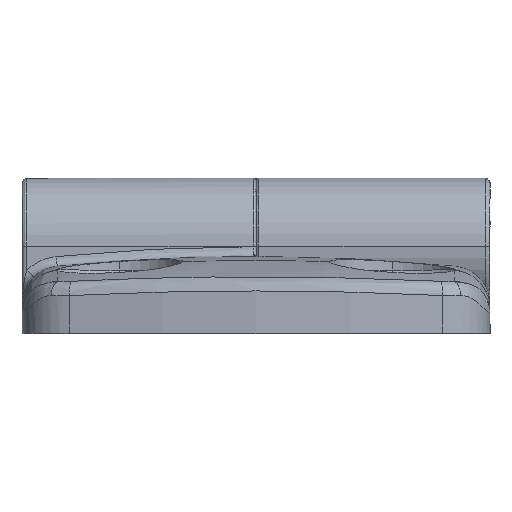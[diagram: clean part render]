
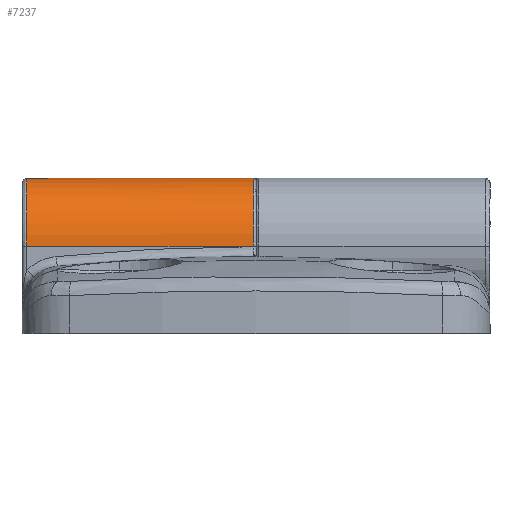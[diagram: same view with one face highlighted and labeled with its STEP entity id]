
A CAD part, top view. The second image highlights one B-rep face of the part: STEP entity #7237.
In plain terms, the highlighted cylindrical face has radius 7 mm (diameter 14 mm), a partial arc.
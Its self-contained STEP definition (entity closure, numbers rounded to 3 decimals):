
#56 = CARTESIAN_POINT ( 'NONE',  ( -23.5, 15.553, 2.402 ) ) ;
#78 = EDGE_CURVE ( 'NONE', #7910, #10386, #9400, .T. ) ;
#93 = CARTESIAN_POINT ( 'NONE',  ( -23.5, 15.87, 1.222 ) ) ;
#125 = CARTESIAN_POINT ( 'NONE',  ( -23.5, 15.318, 2.971 ) ) ;
#238 = CARTESIAN_POINT ( 'NONE',  ( -23.5, 10.172, 6.92 ) ) ;
#379 = CARTESIAN_POINT ( 'NONE',  ( -23.5, 9.561, 7. ) ) ;
#447 = CARTESIAN_POINT ( 'NONE',  ( -23.5, 11.352, 6.603 ) ) ;
#482 = CARTESIAN_POINT ( 'NONE',  ( -23.5, 11.921, 6.368 ) ) ;
#514 = CARTESIAN_POINT ( 'NONE',  ( -23.5, 12.979, 5.757 ) ) ;
#540 = CARTESIAN_POINT ( 'NONE',  ( -23.5, 13.468, 5.382 ) ) ;
#572 = CARTESIAN_POINT ( 'NONE',  ( -23.5, 14.332, 4.518 ) ) ;
#586 = CARTESIAN_POINT ( 'NONE',  ( -23.5, 14.707, 4.029 ) ) ;
#878 = LINE ( 'NONE', #2553, #2796 ) ;
#893 = ORIENTED_EDGE ( 'NONE', *, *, #5682, .F. ) ;
#1029 = DIRECTION ( 'NONE',  ( 1., 0., 0. ) ) ;
#1258 = CARTESIAN_POINT ( 'NONE',  ( -23.5, 15.318, -2.971 ) ) ;
#1280 = DIRECTION ( 'NONE',  ( 1., 0., 0. ) ) ;
#1338 = VERTEX_POINT ( 'NONE', #5814 ) ;
#1589 = AXIS2_PLACEMENT_3D ( 'NONE', #2074, #1280, #6194 ) ;
#2046 = CARTESIAN_POINT ( 'NONE',  ( -23.5, 8.95, -7. ) ) ;
#2074 = CARTESIAN_POINT ( 'NONE',  ( -24., 8.95, 0. ) ) ;
#2096 = CARTESIAN_POINT ( 'NONE',  ( -23.5, 8.95, 7. ) ) ;
#2391 = CARTESIAN_POINT ( 'NONE',  ( -23.5, 8.95, -7. ) ) ;
#2553 = CARTESIAN_POINT ( 'NONE',  ( -24., 8.95, -7. ) ) ;
#2796 = VECTOR ( 'NONE', #8997, 1000. ) ;
#2989 = CARTESIAN_POINT ( 'NONE',  ( -23.5, 9.561, -7. ) ) ;
#3306 = DIRECTION ( 'NONE',  ( 1., 0., 0. ) ) ;
#3372 = CARTESIAN_POINT ( 'NONE',  ( -24., 8.95, 7. ) ) ;
#3757 = EDGE_CURVE ( 'NONE', #7910, #6379, #4034, .T. ) ;
#3896 = CARTESIAN_POINT ( 'NONE',  ( -23.5, 10.172, -6.92 ) ) ;
#4034 = LINE ( 'NONE', #3372, #4147 ) ;
#4124 = CARTESIAN_POINT ( 'NONE',  ( -23.5, 15.95, -0.611 ) ) ;
#4147 = VECTOR ( 'NONE', #3306, 1000. ) ;
#4159 = CARTESIAN_POINT ( 'NONE',  ( -23.5, 15.95, 0.611 ) ) ;
#4192 = CARTESIAN_POINT ( 'NONE',  ( -0.3, 8.95, 7. ) ) ;
#5400 = CARTESIAN_POINT ( 'NONE',  ( -23.5, 11.352, -6.603 ) ) ;
#5682 = EDGE_CURVE ( 'NONE', #1338, #6379, #9024, .T. ) ;
#5726 = CARTESIAN_POINT ( 'NONE',  ( -23.5, 8.95, 7. ) ) ;
#5814 = CARTESIAN_POINT ( 'NONE',  ( -0.3, 8.95, -7. ) ) ;
#5896 = CARTESIAN_POINT ( 'NONE',  ( -0.3, 8.95, 0. ) ) ;
#5960 = CARTESIAN_POINT ( 'NONE',  ( -23.5, 15.553, -2.402 ) ) ;
#6194 = DIRECTION ( 'NONE',  ( 0., 0., -1. ) ) ;
#6275 = ORIENTED_EDGE ( 'NONE', *, *, #78, .F. ) ;
#6294 = CARTESIAN_POINT ( 'NONE',  ( -23.5, 15.87, -1.222 ) ) ;
#6379 = VERTEX_POINT ( 'NONE', #4192 ) ;
#6676 = DIRECTION ( 'NONE',  ( 0., 0., 1. ) ) ;
#7237 = ADVANCED_FACE ( 'NONE', ( #8860 ), #7867, .T. ) ;
#7470 = CARTESIAN_POINT ( 'NONE',  ( -23.5, 14.707, -4.029 ) ) ;
#7635 = AXIS2_PLACEMENT_3D ( 'NONE', #5896, #1029, #6676 ) ;
#7850 = ORIENTED_EDGE ( 'NONE', *, *, #3757, .T. ) ;
#7867 = CYLINDRICAL_SURFACE ( 'NONE', #1589, 7. ) ;
#7910 = VERTEX_POINT ( 'NONE', #5726 ) ;
#8190 = EDGE_CURVE ( 'NONE', #10386, #1338, #878, .T. ) ;
#8704 = CARTESIAN_POINT ( 'NONE',  ( -23.5, 11.921, -6.368 ) ) ;
#8860 = FACE_OUTER_BOUND ( 'NONE', #9676, .T. ) ;
#8898 = CARTESIAN_POINT ( 'NONE',  ( -23.5, 13.468, -5.382 ) ) ;
#8997 = DIRECTION ( 'NONE',  ( 1., 0., 0. ) ) ;
#9024 = CIRCLE ( 'NONE', #7635, 7. ) ;
#9400 = B_SPLINE_CURVE_WITH_KNOTS ( 'NONE', 3,
 ( #2096, #379, #238, #447, #482, #514, #540, #572, #586, #125, #56, #93, #4159, #4124, #6294, #5960, #1258, #7470, #9784, #8898, #9943, #8704, #5400, #3896, #2989, #2046 ),
 .UNSPECIFIED., .F., .F.,
 ( 4, 2, 2, 2, 2, 2, 2, 2, 2, 2, 2, 2, 4 ),
 ( 0., 0.083, 0.167, 0.25, 0.333, 0.417, 0.5, 0.583, 0.667, 0.75, 0.833, 0.917, 1. ),
 .UNSPECIFIED. ) ;
#9676 = EDGE_LOOP ( 'NONE', ( #9811, #6275, #7850, #893 ) ) ;
#9784 = CARTESIAN_POINT ( 'NONE',  ( -23.5, 14.332, -4.518 ) ) ;
#9811 = ORIENTED_EDGE ( 'NONE', *, *, #8190, .F. ) ;
#9943 = CARTESIAN_POINT ( 'NONE',  ( -23.5, 12.979, -5.757 ) ) ;
#10386 = VERTEX_POINT ( 'NONE', #2391 ) ;
